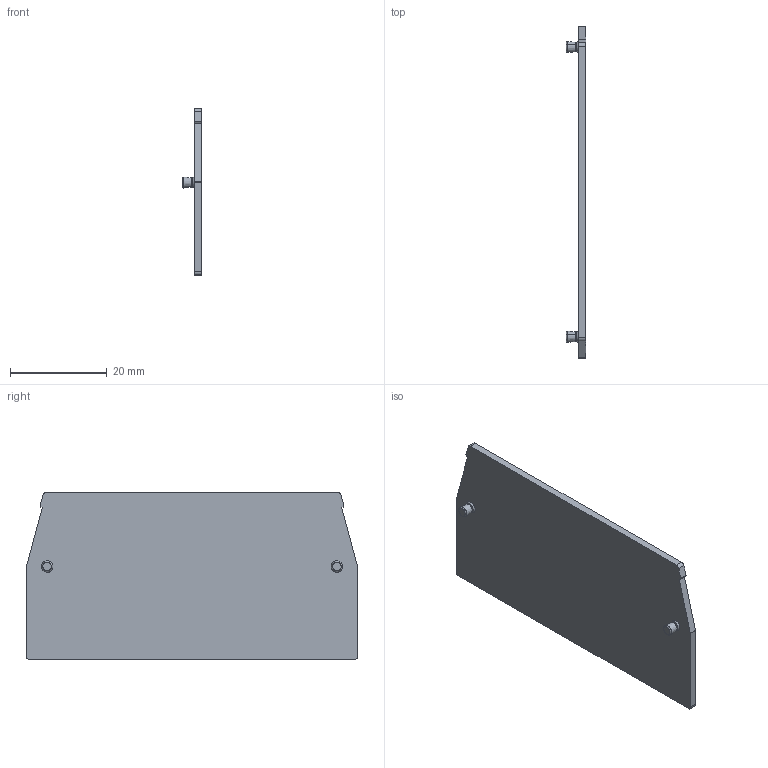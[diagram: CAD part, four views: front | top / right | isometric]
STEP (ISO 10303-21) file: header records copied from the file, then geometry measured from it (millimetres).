
FILE_DESCRIPTION(('CATIA V5 STEP Exchange','CAx-IF Rec.Pracs.--- Model Styling and Organization---1.4--- 2014-01-23'),'2;1');
FILE_NAME ('D1451295_0', '2020-01-27T13:54:24+00:00', ('none'), ('Weidmueller'), 'CATIA Version 5-6 Release 2016 SP3 HF44', 'CATIA V5 STEP AP214', 'none');
FILE_SCHEMA(('AUTOMOTIVE_DESIGN { 1 0 10303 214 1 1 1 1 }'));
Length unit declared in the file: millimetre
Products named in the file (1): 1349140000_WAP_WTL6-1_EN_VGR
Bounding box: 4.12 x 68.5 x 34.5 mm (x, y, z)
Volume: 3469.9 mm3; surface area: 4934.8 mm2
Topology: 1 solids, 1 shells, 46 faces, 110 edges, 68 vertices
Faces by surface type: plane 18, cylinder 16, cone 8, torus 4
Entity records: 1253 total; most frequent: ORIENTED_EDGE 220, CARTESIAN_POINT 214, DIRECTION 180, EDGE_CURVE 110, AXIS2_PLACEMENT_3D 80, VERTEX_POINT 68, VECTOR 66, LINE 66
